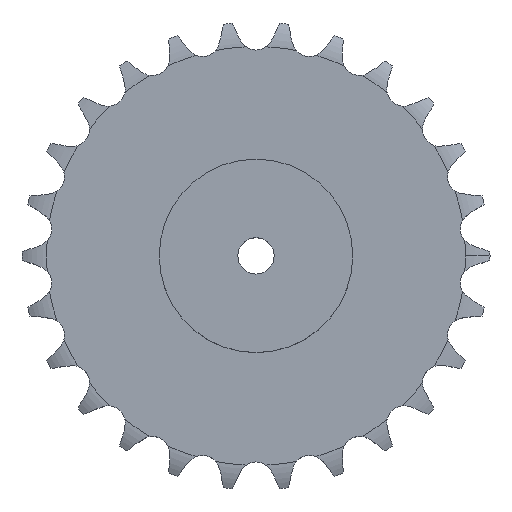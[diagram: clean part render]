
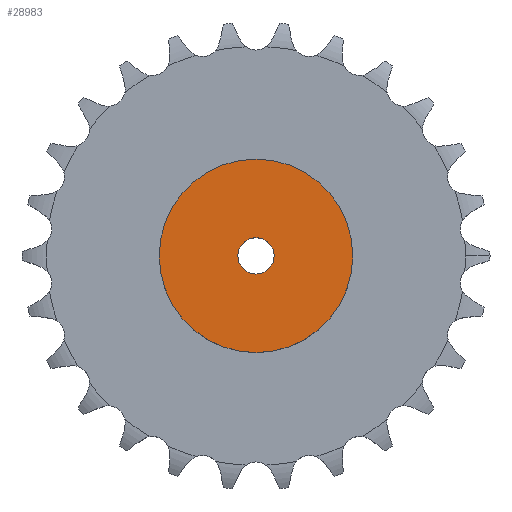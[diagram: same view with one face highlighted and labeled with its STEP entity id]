
A CAD part, top view. The second image highlights one B-rep face of the part: STEP entity #28983.
In plain terms, the highlighted planar face has unit normal (0, 0, 1).
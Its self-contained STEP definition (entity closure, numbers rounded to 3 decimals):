
#3540 = CYLINDRICAL_SURFACE('',#3541,80.);
#3541 = AXIS2_PLACEMENT_3D('',#3542,#3543,#3544);
#3542 = CARTESIAN_POINT('',(0.,0.,0.));
#3543 = DIRECTION('',(-0.,-0.,-1.));
#3544 = DIRECTION('',(1.,0.,0.));
#18424 = VERTEX_POINT('',#18425);
#18425 = CARTESIAN_POINT('',(80.,0.,75.));
#18446 = EDGE_CURVE('',#18424,#18424,#18447,.T.);
#18447 = SURFACE_CURVE('',#18448,(#18453,#18460),.PCURVE_S1.);
#18448 = CIRCLE('',#18449,80.);
#18449 = AXIS2_PLACEMENT_3D('',#18450,#18451,#18452);
#18450 = CARTESIAN_POINT('',(0.,0.,75.));
#18451 = DIRECTION('',(0.,0.,1.));
#18452 = DIRECTION('',(1.,0.,0.));
#18453 = PCURVE('',#3540,#18454);
#18454 = DEFINITIONAL_REPRESENTATION('',(#18455),#18459);
#18455 = LINE('',#18456,#18457);
#18456 = CARTESIAN_POINT('',(-0.,-75.));
#18457 = VECTOR('',#18458,1.);
#18458 = DIRECTION('',(-1.,0.));
#18459 = ( GEOMETRIC_REPRESENTATION_CONTEXT(2) 
PARAMETRIC_REPRESENTATION_CONTEXT() REPRESENTATION_CONTEXT('2D SPACE',''
  ) );
#18460 = PCURVE('',#18461,#18466);
#18461 = PLANE('',#18462);
#18462 = AXIS2_PLACEMENT_3D('',#18463,#18464,#18465);
#18463 = CARTESIAN_POINT('',(0.,0.,75.)
  );
#18464 = DIRECTION('',(0.,0.,1.));
#18465 = DIRECTION('',(1.,0.,0.));
#18466 = DEFINITIONAL_REPRESENTATION('',(#18467),#18471);
#18467 = CIRCLE('',#18468,80.);
#18468 = AXIS2_PLACEMENT_2D('',#18469,#18470);
#18469 = CARTESIAN_POINT('',(0.,0.));
#18470 = DIRECTION('',(1.,0.));
#18471 = ( GEOMETRIC_REPRESENTATION_CONTEXT(2) 
PARAMETRIC_REPRESENTATION_CONTEXT() REPRESENTATION_CONTEXT('2D SPACE',''
  ) );
#24720 = CYLINDRICAL_SURFACE('',#24721,15.);
#24721 = AXIS2_PLACEMENT_3D('',#24722,#24723,#24724);
#24722 = CARTESIAN_POINT('',(0.,0.,589.664));
#24723 = DIRECTION('',(0.,0.,1.));
#24724 = DIRECTION('',(1.,0.,0.));
#28983 = ADVANCED_FACE('',(#28984,#28987),#18461,.T.);
#28984 = FACE_BOUND('',#28985,.T.);
#28985 = EDGE_LOOP('',(#28986));
#28986 = ORIENTED_EDGE('',*,*,#18446,.T.);
#28987 = FACE_BOUND('',#28988,.T.);
#28988 = EDGE_LOOP('',(#28989));
#28989 = ORIENTED_EDGE('',*,*,#28990,.F.);
#28990 = EDGE_CURVE('',#28991,#28991,#28993,.T.);
#28991 = VERTEX_POINT('',#28992);
#28992 = CARTESIAN_POINT('',(15.,0.,75.));
#28993 = SURFACE_CURVE('',#28994,(#28999,#29006),.PCURVE_S1.);
#28994 = CIRCLE('',#28995,15.);
#28995 = AXIS2_PLACEMENT_3D('',#28996,#28997,#28998);
#28996 = CARTESIAN_POINT('',(0.,0.,75.));
#28997 = DIRECTION('',(0.,0.,1.));
#28998 = DIRECTION('',(1.,0.,0.));
#28999 = PCURVE('',#18461,#29000);
#29000 = DEFINITIONAL_REPRESENTATION('',(#29001),#29005);
#29001 = CIRCLE('',#29002,15.);
#29002 = AXIS2_PLACEMENT_2D('',#29003,#29004);
#29003 = CARTESIAN_POINT('',(0.,0.));
#29004 = DIRECTION('',(1.,0.));
#29005 = ( GEOMETRIC_REPRESENTATION_CONTEXT(2) 
PARAMETRIC_REPRESENTATION_CONTEXT() REPRESENTATION_CONTEXT('2D SPACE',''
  ) );
#29006 = PCURVE('',#24720,#29007);
#29007 = DEFINITIONAL_REPRESENTATION('',(#29008),#29012);
#29008 = LINE('',#29009,#29010);
#29009 = CARTESIAN_POINT('',(0.,-514.664));
#29010 = VECTOR('',#29011,1.);
#29011 = DIRECTION('',(1.,0.));
#29012 = ( GEOMETRIC_REPRESENTATION_CONTEXT(2) 
PARAMETRIC_REPRESENTATION_CONTEXT() REPRESENTATION_CONTEXT('2D SPACE',''
  ) );
